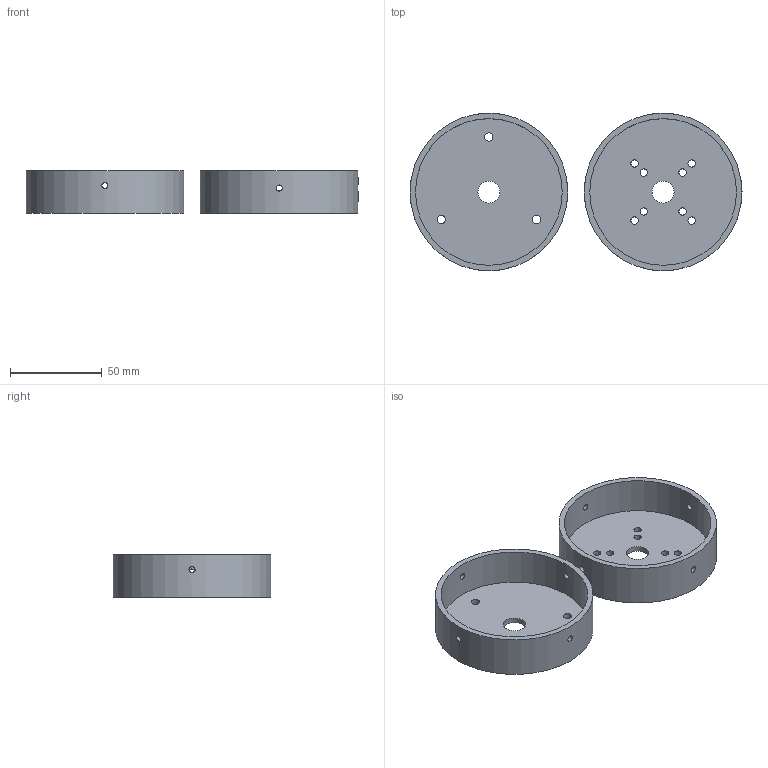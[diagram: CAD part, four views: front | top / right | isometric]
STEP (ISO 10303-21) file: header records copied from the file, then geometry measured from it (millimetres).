
FILE_DESCRIPTION(/* description */ (''),/* implementation_level */ '2;1');
FILE_NAME(/* name */ '2Embouts.step',/* time_stamp */ '2020-05-02T19:33:56+02:00',/* author */ (''),/* organization */ (''),/* preprocessor_version */ 'ST-DEVELOPER v18.1',/* originating_system */ 'Autodesk Translation Framework v9.2.0.1227',/* authorisation */ '');
FILE_SCHEMA (('AUTOMOTIVE_DESIGN { 1 0 10303 214 3 1 1 }'));
Length unit declared in the file: millimetre
Products named in the file (3): 2Embouts; Ebout_frein; Ebout_moteur
Assembly tree (2 placements, depth 2):
  2Embouts
    Ebout_frein
    Ebout_moteur
Bounding box: 181 x 86 x 23.1 mm (x, y, z)
Volume: 64811.5 mm3; surface area: 45734.4 mm2
Topology: 2 solids, 2 shells, 31 faces, 93 edges, 64 vertices
Faces by surface type: cylinder 25, plane 6
Full cylindrical faces by diameter (mm): 3.332 x8, 4 x8, 4.5 x3, 12 x2, 80 x2, 86 x2
Entity records: 1728 total; most frequent: CARTESIAN_POINT 743, ORIENTED_EDGE 186, DIRECTION 169, EDGE_CURVE 93, EDGE_LOOP 71, AXIS2_PLACEMENT_3D 70, VERTEX_POINT 64, FACE_BOUND 40
